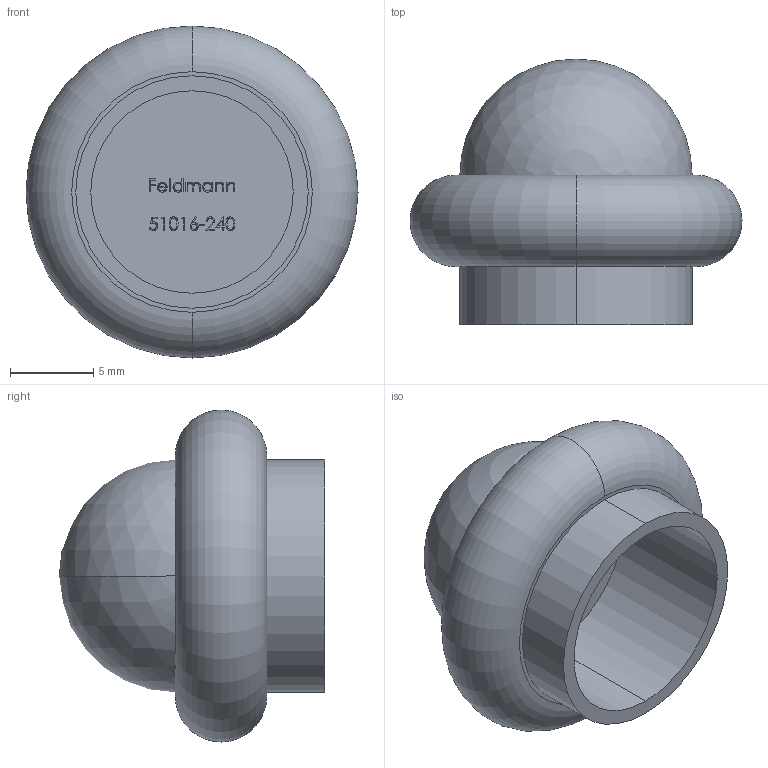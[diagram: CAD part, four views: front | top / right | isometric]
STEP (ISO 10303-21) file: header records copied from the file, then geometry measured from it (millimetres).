
FILE_DESCRIPTION (( 'STEP AP203' ), '1' );
FILE_NAME ('51016-240.STEP', '2016-07-05T11:33:01', ( '' ), ( '' ), 'SwSTEP 2.0', 'SolidWorks 2015', '' );
FILE_SCHEMA (( 'CONFIG_CONTROL_DESIGN' ));
Length unit declared in the file: millimetre
Products named in the file (1): 51016-240
Bounding box: 20 x 16 x 20 mm (x, y, z)
Volume: 1857.4 mm3; surface area: 1460.8 mm2
Topology: 1 solids, 1 shells, 223 faces, 587 edges, 391 vertices
Faces by surface type: plane 126, bspline 89, cylinder 4, sphere 2, torus 2
Entity records: 11882 total; most frequent: CARTESIAN_POINT 6901, ORIENTED_EDGE 1166, DIRECTION 693, EDGE_CURVE 583, VERTEX_POINT 389, LINE 387, VECTOR 387, EDGE_LOOP 250
